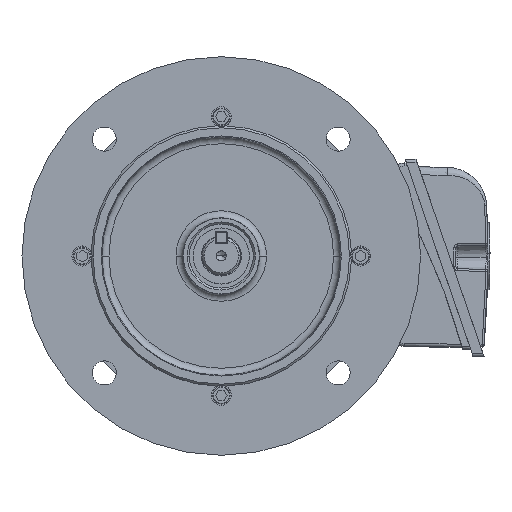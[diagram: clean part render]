
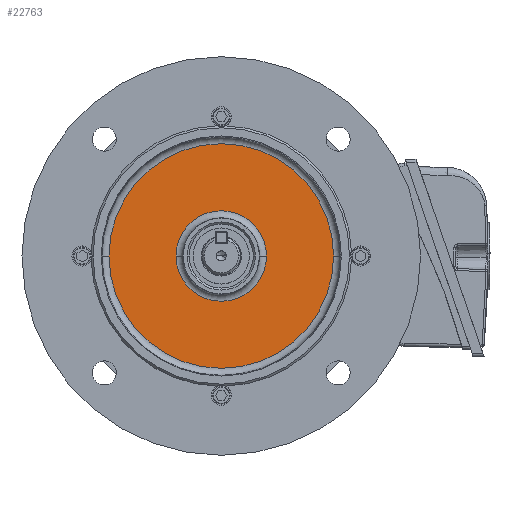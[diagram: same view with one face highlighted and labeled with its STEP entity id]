
A CAD part, top view. The second image highlights one B-rep face of the part: STEP entity #22763.
In plain terms, the highlighted planar face has unit normal (0, 0, 1).
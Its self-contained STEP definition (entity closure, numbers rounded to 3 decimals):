
#109 = DIRECTION ( 'NONE',  ( 1., 0., 0. ) ) ;
#718 = CARTESIAN_POINT ( 'NONE',  ( 0., 0., 0. ) ) ;
#5106 = DIRECTION ( 'NONE',  ( 1., 0., 0. ) ) ;
#6897 = EDGE_CURVE ( 'NONE', #26432, #45795, #21728, .T. ) ;
#7028 = ORIENTED_EDGE ( 'NONE', *, *, #44910, .F. ) ;
#7698 = CIRCLE ( 'NONE', #39430, 56.044 ) ;
#9841 = DIRECTION ( 'NONE',  ( 0., 0., 1. ) ) ;
#9992 = CIRCLE ( 'NONE', #46695, 56.044 ) ;
#10057 = CARTESIAN_POINT ( 'NONE',  ( 56.044, 0., 0. ) ) ;
#11201 = DIRECTION ( 'NONE',  ( 1., 0., 0. ) ) ;
#11612 = EDGE_LOOP ( 'NONE', ( #7028, #46739 ) ) ;
#13946 = DIRECTION ( 'NONE',  ( 1., 0., 0. ) ) ;
#14537 = FACE_OUTER_BOUND ( 'NONE', #28140, .T. ) ;
#16944 = ORIENTED_EDGE ( 'NONE', *, *, #29272, .T. ) ;
#17616 = PLANE ( 'NONE',  #50159 ) ;
#18198 = CARTESIAN_POINT ( 'NONE',  ( 0., 0., 0. ) ) ;
#21526 = CARTESIAN_POINT ( 'NONE',  ( -22.583, 0., 0. ) ) ;
#21728 = CIRCLE ( 'NONE', #46787, 22.583 ) ;
#21796 = VERTEX_POINT ( 'NONE', #10057 ) ;
#22135 = VERTEX_POINT ( 'NONE', #41373 ) ;
#22632 = DIRECTION ( 'NONE',  ( 0., 0., 1. ) ) ;
#22763 = ADVANCED_FACE ( 'NONE', ( #29375, #14537 ), #17616, .F. ) ;
#24151 = CIRCLE ( 'NONE', #30959, 22.583 ) ;
#26232 = ORIENTED_EDGE ( 'NONE', *, *, #49430, .T. ) ;
#26432 = VERTEX_POINT ( 'NONE', #21526 ) ;
#27060 = CARTESIAN_POINT ( 'NONE',  ( 22.583, 0., 0. ) ) ;
#27225 = DIRECTION ( 'NONE',  ( 0., 0., 1. ) ) ;
#27831 = DIRECTION ( 'NONE',  ( -1., 0., 0. ) ) ;
#28140 = EDGE_LOOP ( 'NONE', ( #16944, #26232 ) ) ;
#29272 = EDGE_CURVE ( 'NONE', #21796, #22135, #9992, .T. ) ;
#29375 = FACE_BOUND ( 'NONE', #11612, .T. ) ;
#30959 = AXIS2_PLACEMENT_3D ( 'NONE', #18198, #49459, #5106 ) ;
#32224 = CARTESIAN_POINT ( 'NONE',  ( 0., 22.583, 0. ) ) ;
#39430 = AXIS2_PLACEMENT_3D ( 'NONE', #54347, #27225, #109 ) ;
#41373 = CARTESIAN_POINT ( 'NONE',  ( -56.044, 0., 0. ) ) ;
#44910 = EDGE_CURVE ( 'NONE', #45795, #26432, #24151, .T. ) ;
#45795 = VERTEX_POINT ( 'NONE', #27060 ) ;
#46695 = AXIS2_PLACEMENT_3D ( 'NONE', #718, #9841, #11201 ) ;
#46739 = ORIENTED_EDGE ( 'NONE', *, *, #6897, .F. ) ;
#46787 = AXIS2_PLACEMENT_3D ( 'NONE', #49776, #22632, #13946 ) ;
#49430 = EDGE_CURVE ( 'NONE', #22135, #21796, #7698, .T. ) ;
#49459 = DIRECTION ( 'NONE',  ( 0., 0., 1. ) ) ;
#49776 = CARTESIAN_POINT ( 'NONE',  ( 0., 0., 0. ) ) ;
#50159 = AXIS2_PLACEMENT_3D ( 'NONE', #32224, #54348, #27831 ) ;
#54347 = CARTESIAN_POINT ( 'NONE',  ( 0., 0., 0. ) ) ;
#54348 = DIRECTION ( 'NONE',  ( 0., 0., -1. ) ) ;
